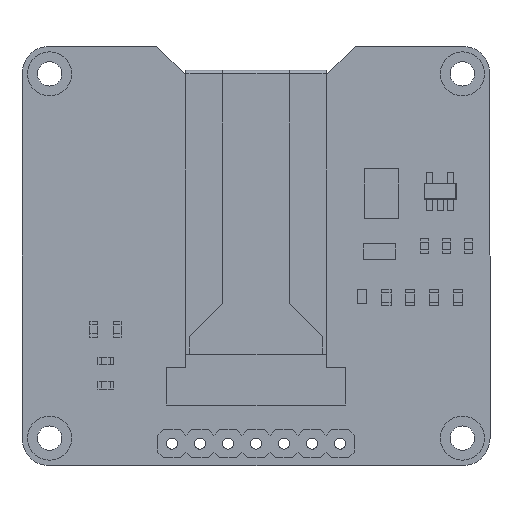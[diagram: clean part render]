
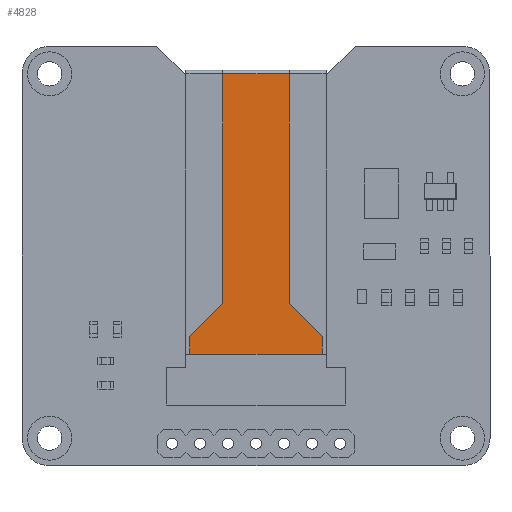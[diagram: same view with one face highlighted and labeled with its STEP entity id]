
A CAD part, front view. The second image highlights one B-rep face of the part: STEP entity #4828.
In plain terms, the highlighted planar face has unit normal (0, -1, 0).
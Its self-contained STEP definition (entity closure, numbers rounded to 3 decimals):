
#80 = CARTESIAN_POINT ( 'NONE',  ( -3., 2.775, -4.3 ) ) ;
#307 = VECTOR ( 'NONE', #13086, 1000. ) ;
#435 = CARTESIAN_POINT ( 'NONE',  ( -3., 2.775, -8.9 ) ) ;
#522 = VECTOR ( 'NONE', #13755, 1000. ) ;
#662 = VECTOR ( 'NONE', #2778, 1000. ) ;
#721 = PLANE ( 'NONE',  #9423 ) ;
#778 = DIRECTION ( 'NONE',  ( 0., -1., 0. ) ) ;
#890 = LINE ( 'NONE', #435, #522 ) ;
#918 = VERTEX_POINT ( 'NONE', #7527 ) ;
#1529 = VECTOR ( 'NONE', #4558, 1000. ) ;
#1639 = EDGE_LOOP ( 'NONE', ( #11647, #1778, #6333, #7712, #9494, #12345, #5505, #10598 ) ) ;
#1778 = ORIENTED_EDGE ( 'NONE', *, *, #14307, .F. ) ;
#2710 = EDGE_CURVE ( 'NONE', #9248, #15218, #14521, .T. ) ;
#2778 = DIRECTION ( 'NONE',  ( 1., 0., 0. ) ) ;
#3269 = LINE ( 'NONE', #4582, #9566 ) ;
#3552 = CARTESIAN_POINT ( 'NONE',  ( 6., 2.775, -8.9 ) ) ;
#4293 = CARTESIAN_POINT ( 'NONE',  ( -3., 2.775, 16.5 ) ) ;
#4403 = LINE ( 'NONE', #5234, #662 ) ;
#4558 = DIRECTION ( 'NONE',  ( 0., 0., -1. ) ) ;
#4582 = CARTESIAN_POINT ( 'NONE',  ( -6., 2.775, -7.3 ) ) ;
#4743 = LINE ( 'NONE', #11844, #1529 ) ;
#4828 = ADVANCED_FACE ( 'NONE', ( #5543 ), #721, .T. ) ;
#4925 = EDGE_CURVE ( 'NONE', #918, #9248, #4743, .T. ) ;
#5234 = CARTESIAN_POINT ( 'NONE',  ( -3., 2.775, 16.5 ) ) ;
#5439 = CARTESIAN_POINT ( 'NONE',  ( -6., 2.775, -8.9 ) ) ;
#5505 = ORIENTED_EDGE ( 'NONE', *, *, #9831, .T. ) ;
#5543 = FACE_OUTER_BOUND ( 'NONE', #1639, .T. ) ;
#5644 = CARTESIAN_POINT ( 'NONE',  ( 3., 2.775, -4.3 ) ) ;
#6271 = CARTESIAN_POINT ( 'NONE',  ( 6., 2.775, -7.3 ) ) ;
#6333 = ORIENTED_EDGE ( 'NONE', *, *, #4925, .T. ) ;
#6398 = CARTESIAN_POINT ( 'NONE',  ( 3., 2.775, 16.5 ) ) ;
#7366 = LINE ( 'NONE', #5644, #10576 ) ;
#7527 = CARTESIAN_POINT ( 'NONE',  ( -3., 2.775, 16.5 ) ) ;
#7712 = ORIENTED_EDGE ( 'NONE', *, *, #2710, .T. ) ;
#7870 = CARTESIAN_POINT ( 'NONE',  ( -6., 2.775, -7.3 ) ) ;
#8033 = EDGE_CURVE ( 'NONE', #15218, #14579, #3269, .T. ) ;
#8789 = DIRECTION ( 'NONE',  ( 0., 0., -1. ) ) ;
#9248 = VERTEX_POINT ( 'NONE', #80 ) ;
#9423 = AXIS2_PLACEMENT_3D ( 'NONE', #4293, #778, #12875 ) ;
#9494 = ORIENTED_EDGE ( 'NONE', *, *, #8033, .T. ) ;
#9566 = VECTOR ( 'NONE', #14000, 1000. ) ;
#9648 = CARTESIAN_POINT ( 'NONE',  ( 6., 2.775, -7.3 ) ) ;
#9831 = EDGE_CURVE ( 'NONE', #15484, #14928, #15542, .T. ) ;
#10369 = DIRECTION ( 'NONE',  ( -0.707, 0., 0.707 ) ) ;
#10576 = VECTOR ( 'NONE', #10369, 1000. ) ;
#10598 = ORIENTED_EDGE ( 'NONE', *, *, #11225, .T. ) ;
#10647 = LINE ( 'NONE', #6398, #14420 ) ;
#11225 = EDGE_CURVE ( 'NONE', #14928, #11424, #7366, .T. ) ;
#11424 = VERTEX_POINT ( 'NONE', #12049 ) ;
#11647 = ORIENTED_EDGE ( 'NONE', *, *, #15511, .F. ) ;
#11844 = CARTESIAN_POINT ( 'NONE',  ( -3., 2.775, 16.5 ) ) ;
#12049 = CARTESIAN_POINT ( 'NONE',  ( 3., 2.775, -4.3 ) ) ;
#12345 = ORIENTED_EDGE ( 'NONE', *, *, #12410, .T. ) ;
#12410 = EDGE_CURVE ( 'NONE', #14579, #15484, #890, .T. ) ;
#12469 = CARTESIAN_POINT ( 'NONE',  ( 3., 2.775, 16.5 ) ) ;
#12875 = DIRECTION ( 'NONE',  ( 0., 0., -1. ) ) ;
#13086 = DIRECTION ( 'NONE',  ( -0.707, 0., -0.707 ) ) ;
#13282 = VECTOR ( 'NONE', #14581, 1000. ) ;
#13755 = DIRECTION ( 'NONE',  ( 1., 0., 0. ) ) ;
#14000 = DIRECTION ( 'NONE',  ( 0., 0., -1. ) ) ;
#14307 = EDGE_CURVE ( 'NONE', #918, #15155, #4403, .T. ) ;
#14420 = VECTOR ( 'NONE', #8789, 1000. ) ;
#14521 = LINE ( 'NONE', #15612, #307 ) ;
#14579 = VERTEX_POINT ( 'NONE', #5439 ) ;
#14581 = DIRECTION ( 'NONE',  ( 0., 0., 1. ) ) ;
#14928 = VERTEX_POINT ( 'NONE', #9648 ) ;
#15155 = VERTEX_POINT ( 'NONE', #12469 ) ;
#15218 = VERTEX_POINT ( 'NONE', #7870 ) ;
#15484 = VERTEX_POINT ( 'NONE', #3552 ) ;
#15511 = EDGE_CURVE ( 'NONE', #15155, #11424, #10647, .T. ) ;
#15542 = LINE ( 'NONE', #6271, #13282 ) ;
#15612 = CARTESIAN_POINT ( 'NONE',  ( -3., 2.775, -4.3 ) ) ;
